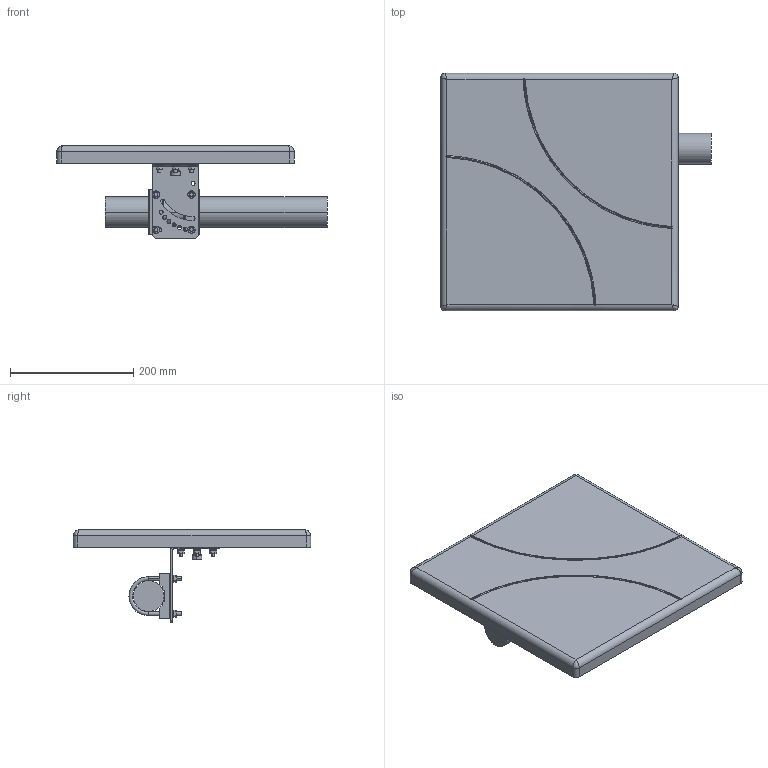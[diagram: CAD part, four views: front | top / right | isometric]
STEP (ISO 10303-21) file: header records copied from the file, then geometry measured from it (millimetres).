
FILE_DESCRIPTION (( 'STEP AP203' ), '1' );
FILE_NAME ('FMANFP1020_3D.STEP', '2022-11-21T16:47:09', ( '' ), ( '' ), 'SwSTEP 2.0', 'SolidWorks 2022', '' );
FILE_SCHEMA (( 'CONFIG_CONTROL_DESIGN' ));
Products named in the file (1): FMANFP1020_3D
Bounding box: 438.6 x 385 x 152 mm (x, y, z)
Volume: 1790864.8 mm3; surface area: 959935 mm2
Topology: 82 solids, 82 shells, 2611 faces, 6299 edges, 3743 vertices
Faces by surface type: plane 1135, cylinder 946, sphere 230, cone 132, bspline 128, torus 40
Entity records: 81116 total; most frequent: CARTESIAN_POINT 21674, DIRECTION 12387, ORIENTED_EDGE 12262, EDGE_CURVE 6131, AXIS2_PLACEMENT_3D 4674, VERTEX_POINT 3743, LINE 3039, VECTOR 3039
